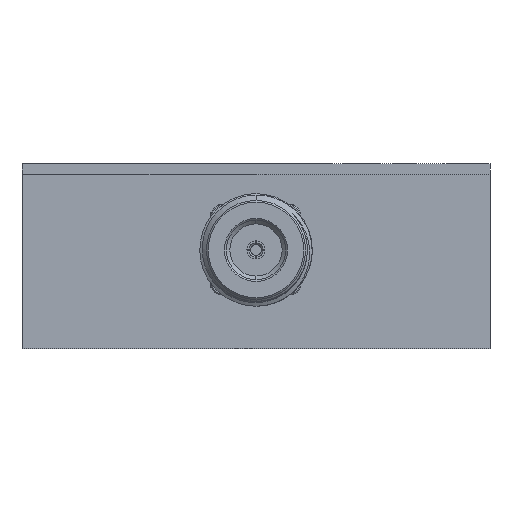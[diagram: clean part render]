
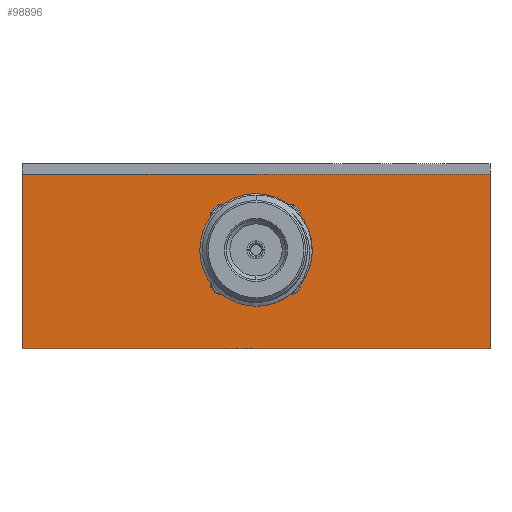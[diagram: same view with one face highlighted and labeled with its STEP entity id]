
A CAD part, left-side view. The second image highlights one B-rep face of the part: STEP entity #98896.
In plain terms, the highlighted planar face has unit normal (-1, 0, 0).
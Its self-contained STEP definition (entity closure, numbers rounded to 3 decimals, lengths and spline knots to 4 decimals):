
#411 = PLANE ( 'NONE',  #34397 ) ;
#1922 = VECTOR ( 'NONE', #53407, 39.3701 ) ;
#2326 = ORIENTED_EDGE ( 'NONE', *, *, #80828, .F. ) ;
#4527 = DIRECTION ( 'NONE',  ( 0., -1., 0. ) ) ;
#4829 = DIRECTION ( 'NONE',  ( 0., 0.707, 0.707 ) ) ;
#5387 = CARTESIAN_POINT ( 'NONE',  ( -1.54, -1.3, 0.455 ) ) ;
#8635 = ORIENTED_EDGE ( 'NONE', *, *, #55802, .F. ) ;
#8922 = FACE_OUTER_BOUND ( 'NONE', #15809, .T. ) ;
#9152 = CARTESIAN_POINT ( 'NONE',  ( -1.54, 0.21, 0.285 ) ) ;
#11919 = ORIENTED_EDGE ( 'NONE', *, *, #39664, .F. ) ;
#12361 = DIRECTION ( 'NONE',  ( 0., -1., 0. ) ) ;
#12853 = CARTESIAN_POINT ( 'NONE',  ( -1.54, 0.21, 0.285 ) ) ;
#12861 = EDGE_CURVE ( 'NONE', #40795, #89129, #62807, .T. ) ;
#13636 = LINE ( 'NONE', #45657, #95115 ) ;
#14374 = ORIENTED_EDGE ( 'NONE', *, *, #104881, .T. ) ;
#15292 = ORIENTED_EDGE ( 'NONE', *, *, #12861, .F. ) ;
#15303 = ORIENTED_EDGE ( 'NONE', *, *, #62772, .F. ) ;
#15470 = ORIENTED_EDGE ( 'NONE', *, *, #74704, .F. ) ;
#15809 = EDGE_LOOP ( 'NONE', ( #77659, #14374, #72606, #11919 ) ) ;
#19296 = CARTESIAN_POINT ( 'NONE',  ( -1.54, -0.21, -0.215 ) ) ;
#19325 = ORIENTED_EDGE ( 'NONE', *, *, #25883, .F. ) ;
#19582 = CARTESIAN_POINT ( 'NONE',  ( -1.54, -0.21, 0.285 ) ) ;
#19905 = VERTEX_POINT ( 'NONE', #32701 ) ;
#25883 = EDGE_CURVE ( 'NONE', #54042, #89658, #75581, .T. ) ;
#27116 = LINE ( 'NONE', #45288, #62838 ) ;
#27270 = LINE ( 'NONE', #27807, #66153 ) ;
#27807 = CARTESIAN_POINT ( 'NONE',  ( -1.54, -1.3, -0.515 ) ) ;
#28041 = CARTESIAN_POINT ( 'NONE',  ( -1.54, 1.3, 0.515 ) ) ;
#29126 = CARTESIAN_POINT ( 'NONE',  ( -1.54, -0.25, 0.245 ) ) ;
#31167 = CARTESIAN_POINT ( 'NONE',  ( -1.54, -0.21, 0.285 ) ) ;
#32701 = CARTESIAN_POINT ( 'NONE',  ( -1.54, -1.3, -0.515 ) ) ;
#34397 = AXIS2_PLACEMENT_3D ( 'NONE', #41975, #41456, #58523 ) ;
#35218 = CARTESIAN_POINT ( 'NONE',  ( -1.54, 0.21, -0.215 ) ) ;
#38343 = VECTOR ( 'NONE', #58397, 39.3701 ) ;
#39298 = EDGE_LOOP ( 'NONE', ( #15303, #15292, #2326, #8635, #19325, #48890, #15470, #62567 ) ) ;
#39664 = EDGE_CURVE ( 'NONE', #70090, #19905, #58266, .T. ) ;
#40795 = VERTEX_POINT ( 'NONE', #40968 ) ;
#40968 = CARTESIAN_POINT ( 'NONE',  ( -1.54, 0.25, -0.175 ) ) ;
#41456 = DIRECTION ( 'NONE',  ( 1., 0., 0. ) ) ;
#41975 = CARTESIAN_POINT ( 'NONE',  ( -1.54, -1.3, 0.515 ) ) ;
#42251 = VECTOR ( 'NONE', #47092, 39.3701 ) ;
#42681 = VECTOR ( 'NONE', #4829, 39.3701 ) ;
#44299 = VERTEX_POINT ( 'NONE', #93303 ) ;
#44826 = VERTEX_POINT ( 'NONE', #84630 ) ;
#45063 = LINE ( 'NONE', #77564, #61695 ) ;
#45288 = CARTESIAN_POINT ( 'NONE',  ( -1.54, -0.21, -0.215 ) ) ;
#45657 = CARTESIAN_POINT ( 'NONE',  ( -1.54, -0.25, -0.175 ) ) ;
#46414 = CARTESIAN_POINT ( 'NONE',  ( -1.54, -0.25, 0.245 ) ) ;
#47092 = DIRECTION ( 'NONE',  ( 0., -1., 0. ) ) ;
#48100 = VECTOR ( 'NONE', #82236, 39.3701 ) ;
#48890 = ORIENTED_EDGE ( 'NONE', *, *, #96999, .F. ) ;
#49670 = EDGE_CURVE ( 'NONE', #44299, #70090, #96133, .T. ) ;
#52151 = DIRECTION ( 'NONE',  ( 0., 1., 0. ) ) ;
#53135 = DIRECTION ( 'NONE',  ( 0., 0., -1. ) ) ;
#53371 = LINE ( 'NONE', #46414, #42681 ) ;
#53407 = DIRECTION ( 'NONE',  ( 0., 0.707, -0.707 ) ) ;
#54042 = VERTEX_POINT ( 'NONE', #31167 ) ;
#54711 = DIRECTION ( 'NONE',  ( 0., 0., 1. ) ) ;
#55083 = VERTEX_POINT ( 'NONE', #79431 ) ;
#55802 = EDGE_CURVE ( 'NONE', #89658, #44826, #93892, .T. ) ;
#56701 = CARTESIAN_POINT ( 'NONE',  ( -1.54, -1.3, 0.515 ) ) ;
#56980 = VERTEX_POINT ( 'NONE', #19296 ) ;
#57352 = CARTESIAN_POINT ( 'NONE',  ( -1.54, 0.25, 0.245 ) ) ;
#58266 = LINE ( 'NONE', #56701, #48100 ) ;
#58397 = DIRECTION ( 'NONE',  ( 0., 0., -1. ) ) ;
#58523 = DIRECTION ( 'NONE',  ( 0., 1., 0. ) ) ;
#59355 = CARTESIAN_POINT ( 'NONE',  ( -1.54, -0.25, -0.175 ) ) ;
#59488 = VECTOR ( 'NONE', #52151, 39.3701 ) ;
#60301 = VECTOR ( 'NONE', #103340, 39.3701 ) ;
#61695 = VECTOR ( 'NONE', #4527, 39.3701 ) ;
#62567 = ORIENTED_EDGE ( 'NONE', *, *, #75442, .F. ) ;
#62772 = EDGE_CURVE ( 'NONE', #89129, #56980, #45063, .T. ) ;
#62807 = LINE ( 'NONE', #95336, #60301 ) ;
#62838 = VECTOR ( 'NONE', #77262, 39.3701 ) ;
#65329 = LINE ( 'NONE', #57352, #38343 ) ;
#66153 = VECTOR ( 'NONE', #12361, 39.3701 ) ;
#70090 = VERTEX_POINT ( 'NONE', #5387 ) ;
#72130 = VECTOR ( 'NONE', #53135, 39.3701 ) ;
#72606 = ORIENTED_EDGE ( 'NONE', *, *, #74212, .T. ) ;
#74212 = EDGE_CURVE ( 'NONE', #55083, #19905, #27270, .T. ) ;
#74704 = EDGE_CURVE ( 'NONE', #86796, #75868, #13636, .T. ) ;
#75442 = EDGE_CURVE ( 'NONE', #56980, #86796, #27116, .T. ) ;
#75581 = LINE ( 'NONE', #19582, #59488 ) ;
#75868 = VERTEX_POINT ( 'NONE', #29126 ) ;
#77262 = DIRECTION ( 'NONE',  ( 0., -0.707, 0.707 ) ) ;
#77564 = CARTESIAN_POINT ( 'NONE',  ( -1.54, 0.21, -0.215 ) ) ;
#77659 = ORIENTED_EDGE ( 'NONE', *, *, #49670, .F. ) ;
#79431 = CARTESIAN_POINT ( 'NONE',  ( -1.54, 1.3, -0.515 ) ) ;
#80828 = EDGE_CURVE ( 'NONE', #44826, #40795, #65329, .T. ) ;
#82236 = DIRECTION ( 'NONE',  ( 0., 0., -1. ) ) ;
#84630 = CARTESIAN_POINT ( 'NONE',  ( -1.54, 0.25, 0.245 ) ) ;
#86796 = VERTEX_POINT ( 'NONE', #59355 ) ;
#89129 = VERTEX_POINT ( 'NONE', #35218 ) ;
#89658 = VERTEX_POINT ( 'NONE', #9152 ) ;
#93303 = CARTESIAN_POINT ( 'NONE',  ( -1.54, 1.3, 0.455 ) ) ;
#93892 = LINE ( 'NONE', #12853, #1922 ) ;
#95115 = VECTOR ( 'NONE', #54711, 39.3701 ) ;
#95336 = CARTESIAN_POINT ( 'NONE',  ( -1.54, 0.25, -0.175 ) ) ;
#96133 = LINE ( 'NONE', #104646, #42251 ) ;
#96999 = EDGE_CURVE ( 'NONE', #75868, #54042, #53371, .T. ) ;
#97995 = FACE_BOUND ( 'NONE', #39298, .T. ) ;
#98896 = ADVANCED_FACE ( 'NONE', ( #8922, #97995 ), #411, .F. ) ;
#102699 = LINE ( 'NONE', #28041, #72130 ) ;
#103340 = DIRECTION ( 'NONE',  ( 0., -0.707, -0.707 ) ) ;
#104646 = CARTESIAN_POINT ( 'NONE',  ( -1.54, -1.3, 0.455 ) ) ;
#104881 = EDGE_CURVE ( 'NONE', #44299, #55083, #102699, .T. ) ;
